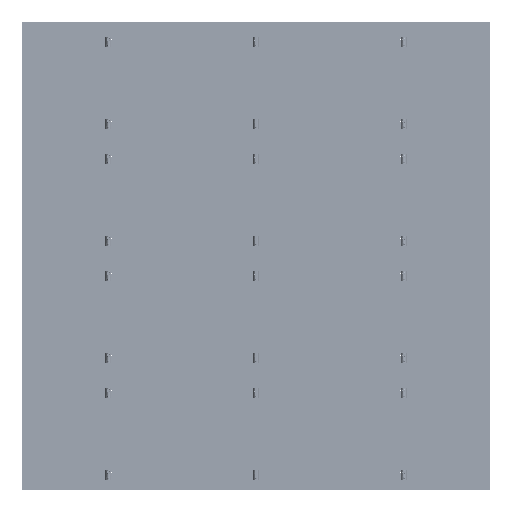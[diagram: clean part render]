
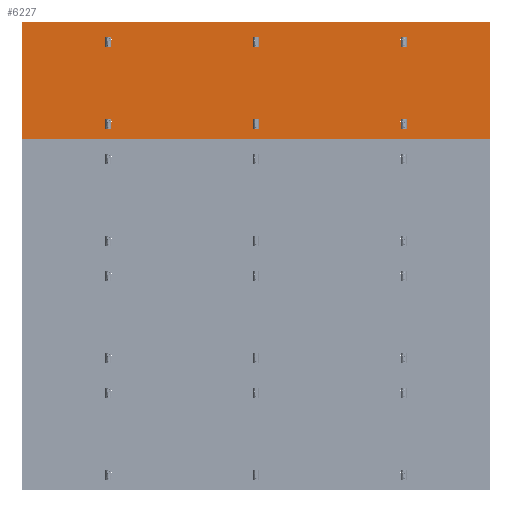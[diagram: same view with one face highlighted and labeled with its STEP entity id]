
A CAD part, front view. The second image highlights one B-rep face of the part: STEP entity #6227.
In plain terms, the highlighted planar face has unit normal (0, -1, 0).
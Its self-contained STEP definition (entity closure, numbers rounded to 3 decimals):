
#477=FACE_BOUND('',#1071,.T.);
#478=FACE_BOUND('',#1072,.T.);
#479=FACE_BOUND('',#1073,.T.);
#480=FACE_BOUND('',#1074,.T.);
#481=FACE_BOUND('',#1075,.T.);
#482=FACE_BOUND('',#1076,.T.);
#562=PLANE('',#6598);
#745=FACE_OUTER_BOUND('',#1070,.T.);
#1070=EDGE_LOOP('',(#4386,#4387,#4388,#4389));
#1071=EDGE_LOOP('',(#4390,#4391,#4392,#4393));
#1072=EDGE_LOOP('',(#4394,#4395,#4396,#4397));
#1073=EDGE_LOOP('',(#4398,#4399,#4400,#4401));
#1074=EDGE_LOOP('',(#4402,#4403,#4404,#4405));
#1075=EDGE_LOOP('',(#4406,#4407,#4408,#4409));
#1076=EDGE_LOOP('',(#4410,#4411,#4412,#4413));
#1447=LINE('',#8981,#1956);
#1451=LINE('',#8991,#1960);
#1453=LINE('',#8996,#1962);
#1457=LINE('',#9006,#1966);
#1461=LINE('',#9018,#1970);
#1463=LINE('',#9021,#1972);
#1467=LINE('',#9033,#1976);
#1469=LINE('',#9036,#1978);
#1471=LINE('',#9041,#1980);
#1475=LINE('',#9051,#1984);
#1477=LINE('',#9056,#1986);
#1481=LINE('',#9066,#1990);
#1482=LINE('',#9070,#1991);
#1486=LINE('',#9078,#1995);
#1489=LINE('',#9084,#1998);
#1492=LINE('',#9089,#2001);
#1956=VECTOR('',#7236,1000.);
#1960=VECTOR('',#7248,1000.);
#1962=VECTOR('',#7252,1000.);
#1966=VECTOR('',#7264,1000.);
#1970=VECTOR('',#7276,1000.);
#1972=VECTOR('',#7280,1000.);
#1976=VECTOR('',#7292,1000.);
#1978=VECTOR('',#7296,1000.);
#1980=VECTOR('',#7300,1000.);
#1984=VECTOR('',#7312,1000.);
#1986=VECTOR('',#7316,1000.);
#1990=VECTOR('',#7328,1000.);
#1991=VECTOR('',#7331,1000.);
#1995=VECTOR('',#7337,1000.);
#1998=VECTOR('',#7342,1000.);
#2001=VECTOR('',#7347,1000.);
#2452=CIRCLE('',#6540,3.2);
#2454=CIRCLE('',#6543,3.2);
#2456=CIRCLE('',#6546,3.2);
#2458=CIRCLE('',#6549,3.2);
#2460=CIRCLE('',#6552,3.2);
#2462=CIRCLE('',#6555,3.2);
#2465=CIRCLE('',#6560,3.2);
#2467=CIRCLE('',#6565,3.2);
#2469=CIRCLE('',#6569,3.2);
#2471=CIRCLE('',#6574,3.2);
#2473=CIRCLE('',#6580,3.2);
#2475=CIRCLE('',#6585,3.2);
#2697=VERTEX_POINT('',#8924);
#2698=VERTEX_POINT('',#8925);
#2701=VERTEX_POINT('',#8933);
#2702=VERTEX_POINT('',#8934);
#2705=VERTEX_POINT('',#8942);
#2706=VERTEX_POINT('',#8943);
#2709=VERTEX_POINT('',#8951);
#2710=VERTEX_POINT('',#8952);
#2713=VERTEX_POINT('',#8960);
#2714=VERTEX_POINT('',#8961);
#2717=VERTEX_POINT('',#8969);
#2718=VERTEX_POINT('',#8970);
#2722=VERTEX_POINT('',#8980);
#2724=VERTEX_POINT('',#8986);
#2726=VERTEX_POINT('',#8995);
#2728=VERTEX_POINT('',#9001);
#2731=VERTEX_POINT('',#9011);
#2732=VERTEX_POINT('',#9013);
#2735=VERTEX_POINT('',#9026);
#2736=VERTEX_POINT('',#9028);
#2738=VERTEX_POINT('',#9040);
#2740=VERTEX_POINT('',#9046);
#2742=VERTEX_POINT('',#9055);
#2744=VERTEX_POINT('',#9061);
#2745=VERTEX_POINT('',#9068);
#2746=VERTEX_POINT('',#9069);
#2749=VERTEX_POINT('',#9077);
#2751=VERTEX_POINT('',#9083);
#3331=EDGE_CURVE('',#2697,#2698,#2452,.T.);
#3335=EDGE_CURVE('',#2701,#2702,#2454,.T.);
#3339=EDGE_CURVE('',#2705,#2706,#2456,.T.);
#3343=EDGE_CURVE('',#2709,#2710,#2458,.T.);
#3347=EDGE_CURVE('',#2713,#2714,#2460,.T.);
#3351=EDGE_CURVE('',#2717,#2718,#2462,.T.);
#3356=EDGE_CURVE('',#2722,#2717,#1447,.T.);
#3359=EDGE_CURVE('',#2724,#2722,#2465,.T.);
#3362=EDGE_CURVE('',#2718,#2724,#1451,.T.);
#3364=EDGE_CURVE('',#2726,#2713,#1453,.T.);
#3367=EDGE_CURVE('',#2728,#2726,#2467,.T.);
#3370=EDGE_CURVE('',#2714,#2728,#1457,.T.);
#3373=EDGE_CURVE('',#2732,#2731,#2469,.T.);
#3376=EDGE_CURVE('',#2710,#2732,#1461,.T.);
#3378=EDGE_CURVE('',#2731,#2709,#1463,.T.);
#3381=EDGE_CURVE('',#2736,#2735,#2471,.T.);
#3384=EDGE_CURVE('',#2706,#2736,#1467,.T.);
#3386=EDGE_CURVE('',#2735,#2705,#1469,.T.);
#3388=EDGE_CURVE('',#2738,#2701,#1471,.T.);
#3391=EDGE_CURVE('',#2740,#2738,#2473,.T.);
#3394=EDGE_CURVE('',#2702,#2740,#1475,.T.);
#3396=EDGE_CURVE('',#2742,#2697,#1477,.T.);
#3399=EDGE_CURVE('',#2744,#2742,#2475,.T.);
#3402=EDGE_CURVE('',#2698,#2744,#1481,.T.);
#3403=EDGE_CURVE('',#2745,#2746,#1482,.T.);
#3407=EDGE_CURVE('',#2746,#2749,#1486,.T.);
#3410=EDGE_CURVE('',#2749,#2751,#1489,.T.);
#3413=EDGE_CURVE('',#2751,#2745,#1492,.T.);
#4386=ORIENTED_EDGE('',*,*,#3403,.F.);
#4387=ORIENTED_EDGE('',*,*,#3413,.F.);
#4388=ORIENTED_EDGE('',*,*,#3410,.F.);
#4389=ORIENTED_EDGE('',*,*,#3407,.F.);
#4390=ORIENTED_EDGE('',*,*,#3364,.T.);
#4391=ORIENTED_EDGE('',*,*,#3347,.T.);
#4392=ORIENTED_EDGE('',*,*,#3370,.T.);
#4393=ORIENTED_EDGE('',*,*,#3367,.T.);
#4394=ORIENTED_EDGE('',*,*,#3356,.T.);
#4395=ORIENTED_EDGE('',*,*,#3351,.T.);
#4396=ORIENTED_EDGE('',*,*,#3362,.T.);
#4397=ORIENTED_EDGE('',*,*,#3359,.T.);
#4398=ORIENTED_EDGE('',*,*,#3396,.T.);
#4399=ORIENTED_EDGE('',*,*,#3331,.T.);
#4400=ORIENTED_EDGE('',*,*,#3402,.T.);
#4401=ORIENTED_EDGE('',*,*,#3399,.T.);
#4402=ORIENTED_EDGE('',*,*,#3388,.T.);
#4403=ORIENTED_EDGE('',*,*,#3335,.T.);
#4404=ORIENTED_EDGE('',*,*,#3394,.T.);
#4405=ORIENTED_EDGE('',*,*,#3391,.T.);
#4406=ORIENTED_EDGE('',*,*,#3384,.T.);
#4407=ORIENTED_EDGE('',*,*,#3381,.T.);
#4408=ORIENTED_EDGE('',*,*,#3386,.T.);
#4409=ORIENTED_EDGE('',*,*,#3339,.T.);
#4410=ORIENTED_EDGE('',*,*,#3376,.T.);
#4411=ORIENTED_EDGE('',*,*,#3373,.T.);
#4412=ORIENTED_EDGE('',*,*,#3378,.T.);
#4413=ORIENTED_EDGE('',*,*,#3343,.T.);
#6227=ADVANCED_FACE('',(#745,#477,#478,#479,#480,#481,#482),#562,.F.);
#6540=AXIS2_PLACEMENT_3D('',#8926,#7187,#7188);
#6543=AXIS2_PLACEMENT_3D('',#8935,#7195,#7196);
#6546=AXIS2_PLACEMENT_3D('',#8944,#7203,#7204);
#6549=AXIS2_PLACEMENT_3D('',#8953,#7211,#7212);
#6552=AXIS2_PLACEMENT_3D('',#8962,#7219,#7220);
#6555=AXIS2_PLACEMENT_3D('',#8971,#7227,#7228);
#6560=AXIS2_PLACEMENT_3D('',#8987,#7242,#7243);
#6565=AXIS2_PLACEMENT_3D('',#9002,#7258,#7259);
#6569=AXIS2_PLACEMENT_3D('',#9014,#7270,#7271);
#6574=AXIS2_PLACEMENT_3D('',#9029,#7286,#7287);
#6580=AXIS2_PLACEMENT_3D('',#9047,#7306,#7307);
#6585=AXIS2_PLACEMENT_3D('',#9062,#7322,#7323);
#6598=AXIS2_PLACEMENT_3D('',#9122,#7375,#7376);
#7187=DIRECTION('center_axis',(0.,1.,0.));
#7188=DIRECTION('ref_axis',(0.,0.,-1.));
#7195=DIRECTION('center_axis',(0.,1.,0.));
#7196=DIRECTION('ref_axis',(0.,0.,-1.));
#7203=DIRECTION('center_axis',(0.,1.,0.));
#7204=DIRECTION('ref_axis',(0.,0.,1.));
#7211=DIRECTION('center_axis',(0.,1.,0.));
#7212=DIRECTION('ref_axis',(0.,0.,1.));
#7219=DIRECTION('center_axis',(0.,1.,0.));
#7220=DIRECTION('ref_axis',(0.,0.,1.));
#7227=DIRECTION('center_axis',(0.,1.,0.));
#7228=DIRECTION('ref_axis',(0.,0.,1.));
#7236=DIRECTION('',(0.,0.,1.));
#7242=DIRECTION('center_axis',(0.,1.,0.));
#7243=DIRECTION('ref_axis',(0.,0.,1.));
#7248=DIRECTION('',(0.,0.,-1.));
#7252=DIRECTION('',(0.,0.,1.));
#7258=DIRECTION('center_axis',(0.,1.,0.));
#7259=DIRECTION('ref_axis',(0.,0.,1.));
#7264=DIRECTION('',(0.,0.,-1.));
#7270=DIRECTION('center_axis',(0.,1.,0.));
#7271=DIRECTION('ref_axis',(0.,0.,1.));
#7276=DIRECTION('',(0.,0.,-1.));
#7280=DIRECTION('',(0.,0.,1.));
#7286=DIRECTION('center_axis',(0.,1.,0.));
#7287=DIRECTION('ref_axis',(0.,0.,1.));
#7292=DIRECTION('',(0.,0.,-1.));
#7296=DIRECTION('',(0.,0.,1.));
#7300=DIRECTION('',(0.,0.,1.));
#7306=DIRECTION('center_axis',(0.,1.,0.));
#7307=DIRECTION('ref_axis',(0.,0.,-1.));
#7312=DIRECTION('',(0.,0.,-1.));
#7316=DIRECTION('',(0.,0.,1.));
#7322=DIRECTION('center_axis',(0.,1.,0.));
#7323=DIRECTION('ref_axis',(0.,0.,-1.));
#7328=DIRECTION('',(0.,0.,-1.));
#7331=DIRECTION('',(0.,0.,-1.));
#7337=DIRECTION('',(-1.,0.,0.));
#7342=DIRECTION('',(0.,0.,1.));
#7347=DIRECTION('',(1.,0.,0.));
#7375=DIRECTION('center_axis',(0.,1.,0.));
#7376=DIRECTION('ref_axis',(0.,0.,1.));
#8924=CARTESIAN_POINT('',(-73.2,0.,255.));
#8925=CARTESIAN_POINT('',(-66.8,0.,255.));
#8926=CARTESIAN_POINT('Origin',(-70.,0.,255.));
#8933=CARTESIAN_POINT('',(66.8,0.,255.));
#8934=CARTESIAN_POINT('',(73.2,0.,255.));
#8935=CARTESIAN_POINT('Origin',(70.,0.,255.));
#8942=CARTESIAN_POINT('',(66.8,0.,-250.));
#8943=CARTESIAN_POINT('',(73.2,0.,-250.));
#8944=CARTESIAN_POINT('Origin',(70.,0.,-250.));
#8951=CARTESIAN_POINT('',(-73.2,0.,-250.));
#8952=CARTESIAN_POINT('',(-66.8,0.,-250.));
#8953=CARTESIAN_POINT('Origin',(-70.,0.,-250.));
#8960=CARTESIAN_POINT('',(-73.2,0.,2.5));
#8961=CARTESIAN_POINT('',(-66.8,0.,2.5));
#8962=CARTESIAN_POINT('Origin',(-70.,0.,2.5));
#8969=CARTESIAN_POINT('',(66.8,0.,2.5));
#8970=CARTESIAN_POINT('',(73.2,0.,2.5));
#8971=CARTESIAN_POINT('Origin',(70.,0.,2.5));
#8980=CARTESIAN_POINT('',(66.8,0.,-2.5));
#8981=CARTESIAN_POINT('',(66.8,0.,2.5));
#8986=CARTESIAN_POINT('',(73.2,0.,-2.5));
#8987=CARTESIAN_POINT('Origin',(70.,0.,-2.5));
#8991=CARTESIAN_POINT('',(73.2,0.,2.5));
#8995=CARTESIAN_POINT('',(-73.2,0.,-2.5));
#8996=CARTESIAN_POINT('',(-73.2,0.,2.5));
#9001=CARTESIAN_POINT('',(-66.8,0.,-2.5));
#9002=CARTESIAN_POINT('Origin',(-70.,0.,-2.5));
#9006=CARTESIAN_POINT('',(-66.8,0.,2.5));
#9011=CARTESIAN_POINT('',(-73.2,0.,-255.));
#9013=CARTESIAN_POINT('',(-66.8,0.,-255.));
#9014=CARTESIAN_POINT('Origin',(-70.,0.,-255.));
#9018=CARTESIAN_POINT('',(-66.8,0.,-255.));
#9021=CARTESIAN_POINT('',(-73.2,0.,-255.));
#9026=CARTESIAN_POINT('',(66.8,0.,-255.));
#9028=CARTESIAN_POINT('',(73.2,0.,-255.));
#9029=CARTESIAN_POINT('Origin',(70.,0.,-255.));
#9033=CARTESIAN_POINT('',(73.2,0.,-255.));
#9036=CARTESIAN_POINT('',(66.8,0.,-255.));
#9040=CARTESIAN_POINT('',(66.8,0.,250.));
#9041=CARTESIAN_POINT('',(66.8,0.,255.));
#9046=CARTESIAN_POINT('',(73.2,0.,250.));
#9047=CARTESIAN_POINT('Origin',(70.,0.,250.));
#9051=CARTESIAN_POINT('',(73.2,0.,255.));
#9055=CARTESIAN_POINT('',(-73.2,0.,250.));
#9056=CARTESIAN_POINT('',(-73.2,0.,255.));
#9061=CARTESIAN_POINT('',(-66.8,0.,250.));
#9062=CARTESIAN_POINT('Origin',(-70.,0.,250.));
#9066=CARTESIAN_POINT('',(-66.8,0.,255.));
#9068=CARTESIAN_POINT('',(100.,0.,400.));
#9069=CARTESIAN_POINT('',(100.,0.,-400.));
#9070=CARTESIAN_POINT('',(100.,0.,-400.));
#9077=CARTESIAN_POINT('',(-100.,0.,-400.));
#9078=CARTESIAN_POINT('',(-100.,0.,-400.));
#9083=CARTESIAN_POINT('',(-100.,0.,400.));
#9084=CARTESIAN_POINT('',(-100.,0.,-400.));
#9089=CARTESIAN_POINT('',(-100.,0.,400.));
#9122=CARTESIAN_POINT('Origin',(0.,0.,0.));
